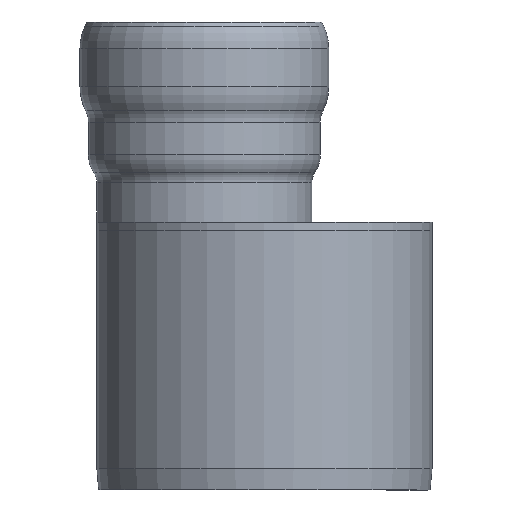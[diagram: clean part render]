
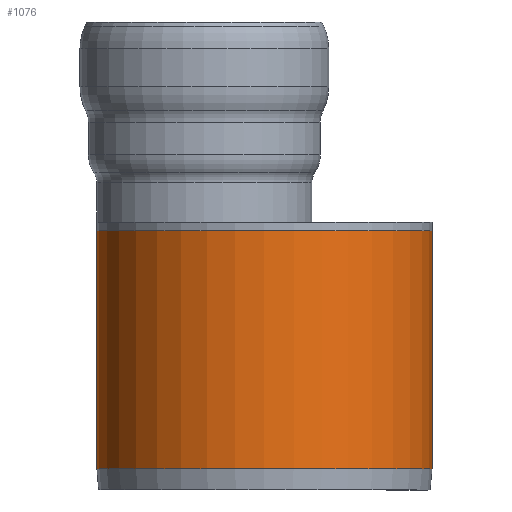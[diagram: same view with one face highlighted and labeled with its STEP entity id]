
A CAD part, front view. The second image highlights one B-rep face of the part: STEP entity #1076.
In plain terms, the highlighted cylindrical face has radius 795 mm (diameter 1590 mm), a full revolution.
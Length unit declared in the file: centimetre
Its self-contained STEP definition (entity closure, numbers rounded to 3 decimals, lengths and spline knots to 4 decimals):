
#104=FACE_OUTER_BOUND('',#167,.T.);
#167=EDGE_LOOP('',(#823,#824,#825,#826));
#234=LINE('',#1749,#307);
#307=VECTOR('',#1417,79.5);
#415=CIRCLE('',#1185,79.5);
#416=CIRCLE('',#1187,79.5);
#489=VERTEX_POINT('',#1744);
#490=VERTEX_POINT('',#1747);
#611=EDGE_CURVE('',#489,#489,#415,.T.);
#612=EDGE_CURVE('',#490,#490,#416,.T.);
#613=EDGE_CURVE('',#490,#489,#234,.T.);
#823=ORIENTED_EDGE('',*,*,#612,.F.);
#824=ORIENTED_EDGE('',*,*,#613,.T.);
#825=ORIENTED_EDGE('',*,*,#611,.T.);
#826=ORIENTED_EDGE('',*,*,#613,.F.);
#1034=CYLINDRICAL_SURFACE('',#1186,79.5);
#1076=ADVANCED_FACE('',(#104),#1034,.T.);
#1185=AXIS2_PLACEMENT_3D('',#1745,#1411,#1412);
#1186=AXIS2_PLACEMENT_3D('',#1746,#1413,#1414);
#1187=AXIS2_PLACEMENT_3D('',#1748,#1415,#1416);
#1411=DIRECTION('center_axis',(0.,0.,
-1.));
#1412=DIRECTION('ref_axis',(-1.,0.,0.));
#1413=DIRECTION('center_axis',(0.,0.,
-1.));
#1414=DIRECTION('ref_axis',(-1.,0.,0.));
#1415=DIRECTION('center_axis',(0.,0.,
-1.));
#1416=DIRECTION('ref_axis',(-1.,0.,0.));
#1417=DIRECTION('',(0.,0.,1.));
#1744=CARTESIAN_POINT('',(899.1995,475.0594,12.));
#1745=CARTESIAN_POINT('Origin',(819.6995,475.0594,12.));
#1746=CARTESIAN_POINT('Origin',(819.6995,475.0594,-44.5));
#1747=CARTESIAN_POINT('',(899.1995,475.0594,-101.));
#1748=CARTESIAN_POINT('Origin',(819.6995,475.0594,-101.));
#1749=CARTESIAN_POINT('',(899.1995,475.0594,-44.5));
